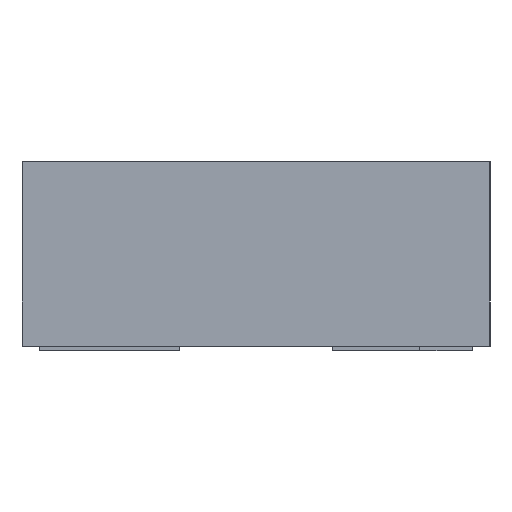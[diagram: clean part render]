
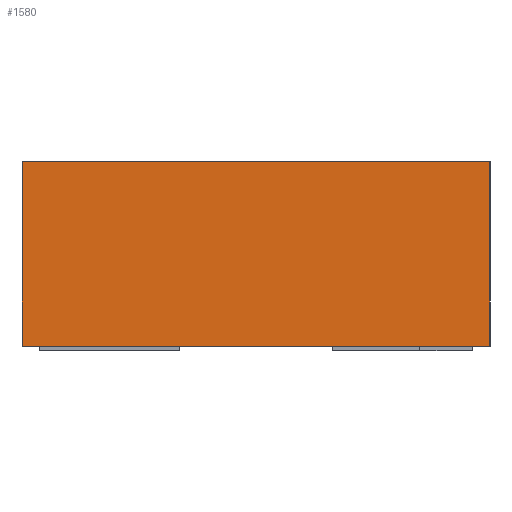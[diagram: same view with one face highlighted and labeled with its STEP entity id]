
A CAD part, left-side view. The second image highlights one B-rep face of the part: STEP entity #1580.
In plain terms, the highlighted planar face has unit normal (-1, 0, 0).
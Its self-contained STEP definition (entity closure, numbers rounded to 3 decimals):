
#76=FACE_OUTER_BOUND('',#171,.T.);
#171=EDGE_LOOP('',(#1174,#1175,#1176,#1177));
#236=LINE('',#2123,#441);
#291=LINE('',#2243,#496);
#334=LINE('',#2391,#539);
#335=LINE('',#2393,#540);
#441=VECTOR('',#1747,1000.);
#496=VECTOR('',#1852,1000.);
#539=VECTOR('',#1899,1000.);
#540=VECTOR('',#1902,1000.);
#643=VERTEX_POINT('',#2116);
#646=VERTEX_POINT('',#2121);
#685=VERTEX_POINT('',#2240);
#686=VERTEX_POINT('',#2242);
#792=EDGE_CURVE('',#646,#643,#236,.T.);
#849=EDGE_CURVE('',#685,#686,#291,.T.);
#896=EDGE_CURVE('',#685,#643,#334,.T.);
#897=EDGE_CURVE('',#686,#646,#335,.T.);
#1174=ORIENTED_EDGE('',*,*,#897,.F.);
#1175=ORIENTED_EDGE('',*,*,#849,.F.);
#1176=ORIENTED_EDGE('',*,*,#896,.T.);
#1177=ORIENTED_EDGE('',*,*,#792,.F.);
#1471=PLANE('',#1683);
#1580=ADVANCED_FACE('',(#76),#1471,.F.);
#1683=AXIS2_PLACEMENT_3D('',#2392,#1900,#1901);
#1747=DIRECTION('',(0.,0.,-1.));
#1852=DIRECTION('',(0.,0.,1.));
#1899=DIRECTION('',(0.,-1.,0.));
#1900=DIRECTION('center_axis',(1.,0.,0.));
#1901=DIRECTION('ref_axis',(0.,0.,-1.));
#1902=DIRECTION('',(0.,-1.,0.));
#2116=CARTESIAN_POINT('',(-2.678,0.133,2.272));
#2121=CARTESIAN_POINT('',(-2.678,0.133,4.272));
#2123=CARTESIAN_POINT('',(-2.678,0.133,4.272));
#2240=CARTESIAN_POINT('',(-2.678,0.923,2.272));
#2242=CARTESIAN_POINT('',(-2.678,0.923,4.272));
#2243=CARTESIAN_POINT('',(-2.678,0.923,2.272));
#2391=CARTESIAN_POINT('',(-2.678,0.923,2.272));
#2392=CARTESIAN_POINT('Origin',(-2.678,0.923,2.272));
#2393=CARTESIAN_POINT('',(-2.678,0.923,4.272));
